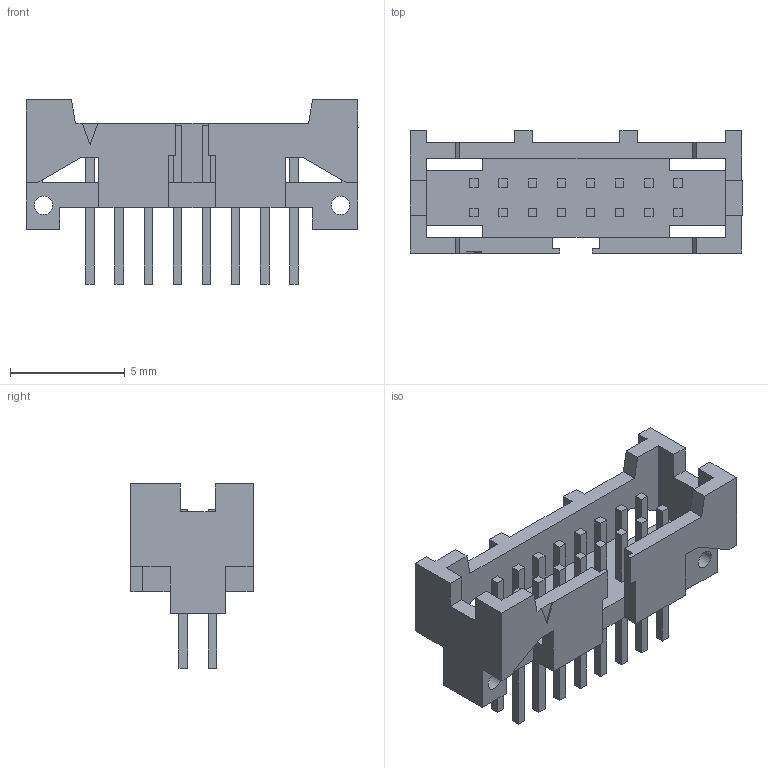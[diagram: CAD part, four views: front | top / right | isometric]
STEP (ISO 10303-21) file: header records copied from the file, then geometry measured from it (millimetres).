
FILE_DESCRIPTION(/* description */ (''),/* implementation_level */ '2;1');
FILE_NAME(/* name */ '78-5110-6174-5.stp',/* time_stamp */ '2013-09-27T10:20:07-05:00',/* author */ (''),/* organization */ (''),/* preprocessor_version */ 'ST-DEVELOPER v11',/* originating_system */ 'SIEMENS PLM Software NX 7.5',/* authorisation */ '');
FILE_SCHEMA (('AUTOMOTIVE_DESIGN { 1 0 10303 214 1 1 1 1 }'));
Length unit declared in the file: inch
Products named in the file (1): 78-5110-6174-5
Bounding box: 14.48 x 5.33 x 8.03 mm (x, y, z)
Volume: 145.8 mm3; surface area: 553.2 mm2
Topology: 1 solids, 1 shells, 411 faces, 1147 edges, 764 vertices
Faces by surface type: plane 407, cylinder 2, extrusion 2
Full cylindrical faces by diameter (mm): 0.8 x2
Entity records: 13401 total; most frequent: CARTESIAN_POINT 3451, ORIENTED_EDGE 2286, DIRECTION 1633, EDGE_CURVE 1143, VECTOR 805, LINE 803, VERTEX_POINT 762, EDGE_LOOP 451
